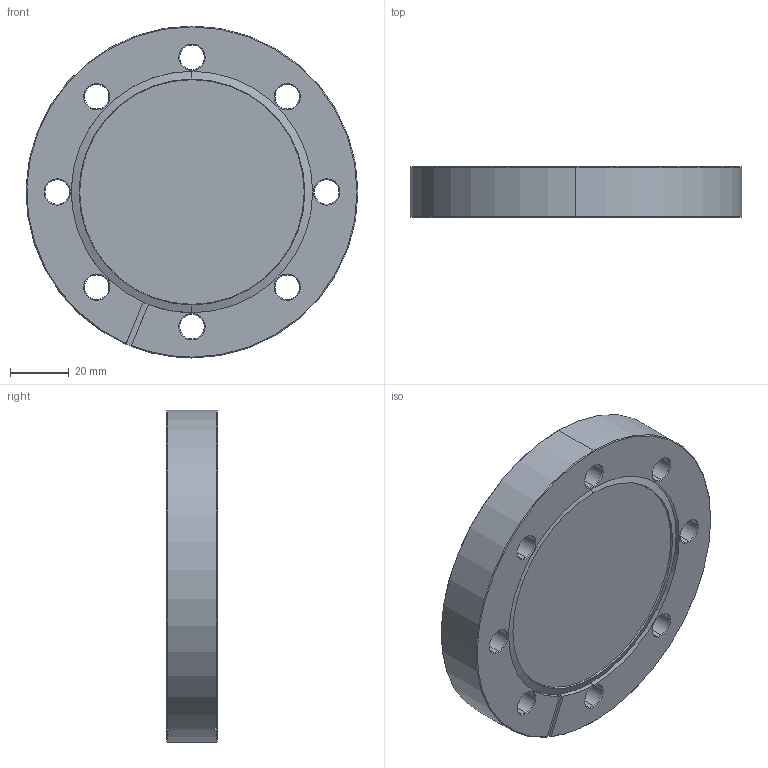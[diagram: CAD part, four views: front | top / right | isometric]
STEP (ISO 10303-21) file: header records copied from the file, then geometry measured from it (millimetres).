
FILE_DESCRIPTION (( 'STEP AP214' ), '1' );
FILE_NAME ('Hositrad_CF63-BD_DoubleSided.STEP', '2016-05-27T07:51:03', ( '' ), ( '' ), 'SwSTEP 2.0', 'SolidWorks 2016', '' );
FILE_SCHEMA (( 'AUTOMOTIVE_DESIGN' ));
Length unit declared in the file: millimetre
Products named in the file (1): Hositrad_CF63-BD_DoubleSided
Bounding box: 113.47 x 17.4 x 113.5 mm (x, y, z)
Volume: 155555 mm3; surface area: 30185.9 mm2
Topology: 1 solids, 1 shells, 78 faces, 184 edges, 108 vertices
Faces by surface type: cone 46, cylinder 22, plane 10
Entity records: 2304 total; most frequent: DIRECTION 436, CARTESIAN_POINT 383, ORIENTED_EDGE 368, EDGE_CURVE 184, AXIS2_PLACEMENT_3D 177, VERTEX_POINT 108, CIRCLE 98, EDGE_LOOP 94
